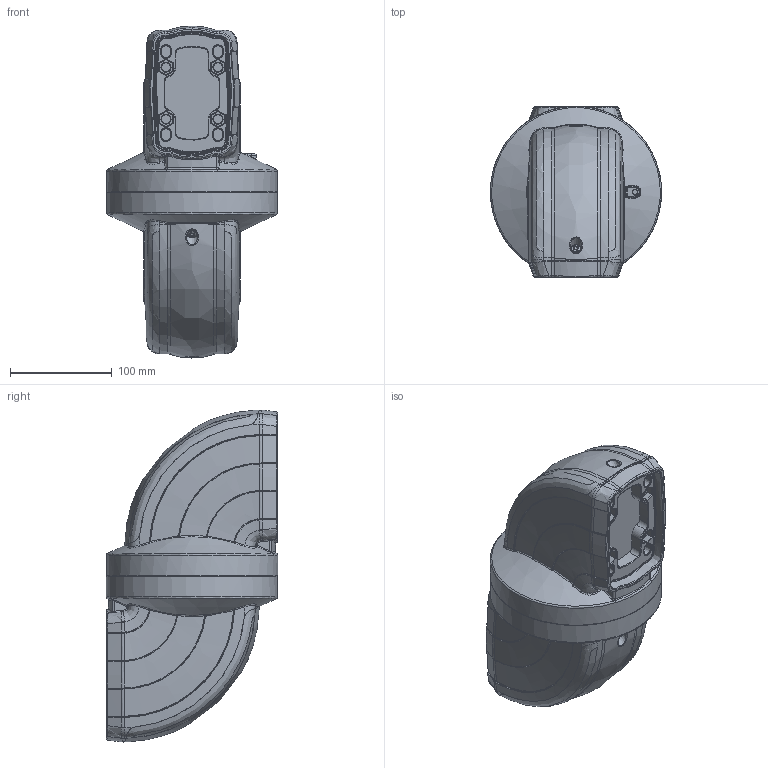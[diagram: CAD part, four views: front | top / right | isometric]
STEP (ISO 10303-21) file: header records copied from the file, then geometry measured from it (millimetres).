
FILE_DESCRIPTION (( 'STEP AP214' ), '1' );
FILE_NAME ('TK120.500.STEP', '2024-08-13T17:19:02', ( '' ), ( '' ), 'SwSTEP 2.0', 'SolidWorks 2023', '' );
FILE_SCHEMA (( 'AUTOMOTIVE_DESIGN' ));
Length unit declared in the file: inch
Products named in the file (1): TK120.500
Bounding box: 167.95 x 168.26 x 325.92 mm (x, y, z)
Volume: 3462044.4 mm3; surface area: 235599.5 mm2
Topology: 6 solids, 6 shells, 1606 faces, 3786 edges, 2148 vertices
Faces by surface type: bspline 1002, cylinder 341, plane 173, cone 90
Full cylindrical faces by diameter (mm): 5 x1, 6.002 x2, 6.005 x2, 168 x2
Entity records: 86543 total; most frequent: CARTESIAN_POINT 57205, ORIENTED_EDGE 7240, DIRECTION 4528, EDGE_CURVE 3620, VERTEX_POINT 2129, AXIS2_PLACEMENT_3D 1948, EDGE_LOOP 1709, FACE_OUTER_BOUND 1625
